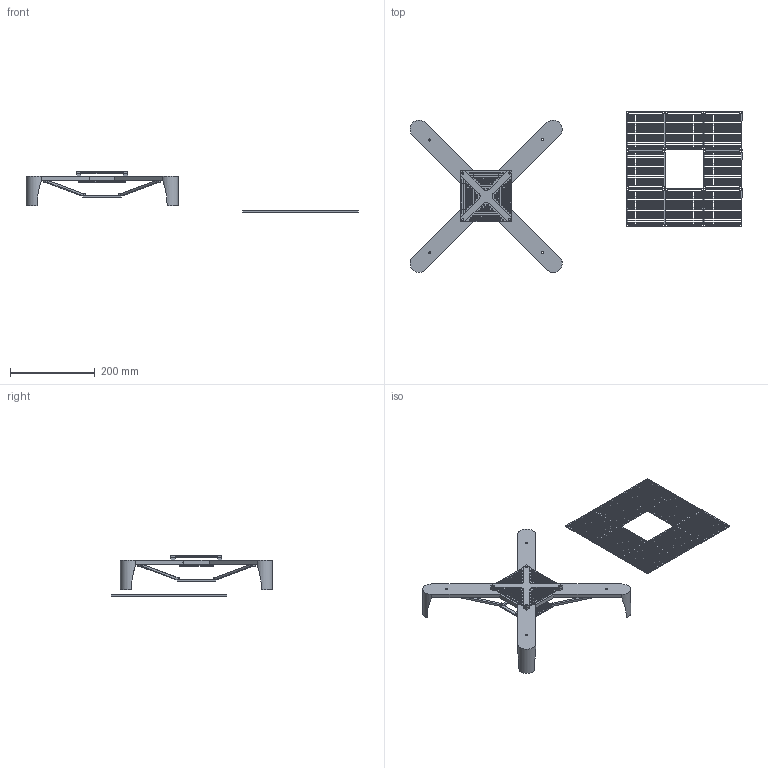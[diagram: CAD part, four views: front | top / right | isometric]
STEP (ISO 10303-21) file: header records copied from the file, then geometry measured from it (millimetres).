
FILE_DESCRIPTION(/* description */ ('STEP AP242','CAx-IF Rec.Pracs.---Representation and Presentation of Product Manufacturing Information (PMI)---4.0---2014-10-13','CAx-IF Rec.Pracs.---3D Tessellated Geometry---0.4---2014-09-14','2;1'),/* implementation_level */ '2;1');
FILE_NAME(/* name */ '6856439eff93ae38c7ad8430',/* time_stamp */ '2025-06-21T05:31:10Z',/* author */ (''),/* organization */ (''),/* preprocessor_version */ 'ST-DEVELOPER v20',/* originating_system */ 'ONSHAPE BY PTC INC, 1.199',/* authorisation */ ' ');
FILE_SCHEMA (('AP242_MANAGED_MODEL_BASED_3D_ENGINEERING_MIM_LF { 1 0 10303 442 1 1 4 }'));
Length unit declared in the file: metre
Products named in the file (8): Whole Drone; Standard Plate; Top Plate; Arm; Support; Heat Sink Plate; X-Brace; Nano Plate
Assembly tree (20 placements, depth 2):
  Whole Drone
    Standard Plate  x8
    Top Plate
    Arm  x4
    Support  x4
    Heat Sink Plate
    X-Brace
    Nano Plate
Bounding box: 782.3 x 379.43 x 95.31 mm (x, y, z)
Volume: 680094.8 mm3; surface area: 361067.3 mm2
Topology: 20 solids, 20 shells, 1198 faces, 3432 edges, 2274 vertices
Faces by surface type: plane 1089, cylinder 109
Full cylindrical faces by diameter (mm): 2.75 x4, 5 x88, 10 x4
Entity records: 15457 total; most frequent: CARTESIAN_POINT 2653, ORIENTED_EDGE 2552, DIRECTION 2354, EDGE_CURVE 1276, LINE 1162, VECTOR 1162, VERTEX_POINT 880, EDGE_LOOP 764
